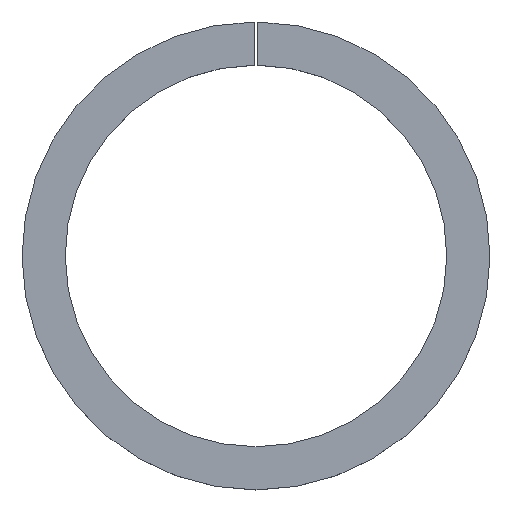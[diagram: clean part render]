
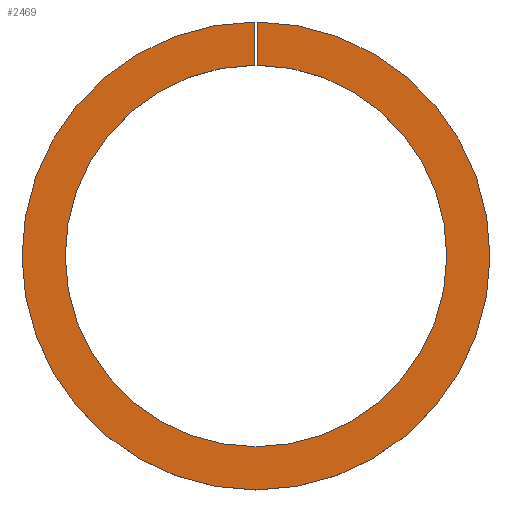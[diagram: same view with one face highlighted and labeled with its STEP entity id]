
A CAD part, top view. The second image highlights one B-rep face of the part: STEP entity #2469.
In plain terms, the highlighted planar face has unit normal (0, 0, 1).
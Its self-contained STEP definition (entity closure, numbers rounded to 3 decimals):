
#152 = ORIENTED_EDGE ( 'NONE', *, *, #1133, .T. ) ;
#226 = CARTESIAN_POINT ( 'NONE',  ( 0.5, 64.998, 6. ) ) ;
#663 = AXIS2_PLACEMENT_3D ( 'NONE', #8196, #2357, #10122 ) ;
#1133 = EDGE_CURVE ( 'NONE', #6514, #2793, #9889, .T. ) ;
#1233 = VERTEX_POINT ( 'NONE', #12157 ) ;
#1510 = EDGE_CURVE ( 'NONE', #1233, #5548, #8368, .T. ) ;
#1517 = DIRECTION ( 'NONE',  ( 0., 0., -1. ) ) ;
#2357 = DIRECTION ( 'NONE',  ( 0., 0., -1. ) ) ;
#2469 = ADVANCED_FACE ( 'NONE', ( #11597 ), #8153, .F. ) ;
#2732 = VECTOR ( 'NONE', #5080, 1000. ) ;
#2793 = VERTEX_POINT ( 'NONE', #10850 ) ;
#4116 = CIRCLE ( 'NONE', #12183, 65. ) ;
#5080 = DIRECTION ( 'NONE',  ( 0., 1., 0. ) ) ;
#5314 = VECTOR ( 'NONE', #7454, 1000. ) ;
#5548 = VERTEX_POINT ( 'NONE', #226 ) ;
#6407 = EDGE_CURVE ( 'NONE', #1233, #6514, #11698, .T. ) ;
#6514 = VERTEX_POINT ( 'NONE', #7698 ) ;
#7360 = CARTESIAN_POINT ( 'NONE',  ( 0., 0., 6. ) ) ;
#7454 = DIRECTION ( 'NONE',  ( 0., 1., 0. ) ) ;
#7698 = CARTESIAN_POINT ( 'NONE',  ( -0.5, 52.998, 6. ) ) ;
#8133 = CARTESIAN_POINT ( 'NONE',  ( 0.5, 0., 6. ) ) ;
#8153 = PLANE ( 'NONE',  #663 ) ;
#8196 = CARTESIAN_POINT ( 'NONE',  ( 0., -53., 6. ) ) ;
#8335 = DIRECTION ( 'NONE',  ( -1., 0., 0. ) ) ;
#8368 = LINE ( 'NONE', #8133, #5314 ) ;
#8534 = ORIENTED_EDGE ( 'NONE', *, *, #8774, .F. ) ;
#8668 = CARTESIAN_POINT ( 'NONE',  ( 0., 0., 6. ) ) ;
#8774 = EDGE_CURVE ( 'NONE', #5548, #2793, #4116, .T. ) ;
#9645 = DIRECTION ( 'NONE',  ( -1., 0., 0. ) ) ;
#9796 = ORIENTED_EDGE ( 'NONE', *, *, #1510, .F. ) ;
#9889 = LINE ( 'NONE', #11853, #2732 ) ;
#10006 = AXIS2_PLACEMENT_3D ( 'NONE', #7360, #1517, #8335 ) ;
#10122 = DIRECTION ( 'NONE',  ( -1., 0., 0. ) ) ;
#10682 = DIRECTION ( 'NONE',  ( 0., 0., -1. ) ) ;
#10850 = CARTESIAN_POINT ( 'NONE',  ( -0.5, 64.998, 6. ) ) ;
#11597 = FACE_OUTER_BOUND ( 'NONE', #11945, .T. ) ;
#11698 = CIRCLE ( 'NONE', #10006, 53. ) ;
#11853 = CARTESIAN_POINT ( 'NONE',  ( -0.5, 0., 6. ) ) ;
#11868 = ORIENTED_EDGE ( 'NONE', *, *, #6407, .T. ) ;
#11945 = EDGE_LOOP ( 'NONE', ( #8534, #9796, #11868, #152 ) ) ;
#12157 = CARTESIAN_POINT ( 'NONE',  ( 0.5, 52.998, 6. ) ) ;
#12183 = AXIS2_PLACEMENT_3D ( 'NONE', #8668, #10682, #9645 ) ;
